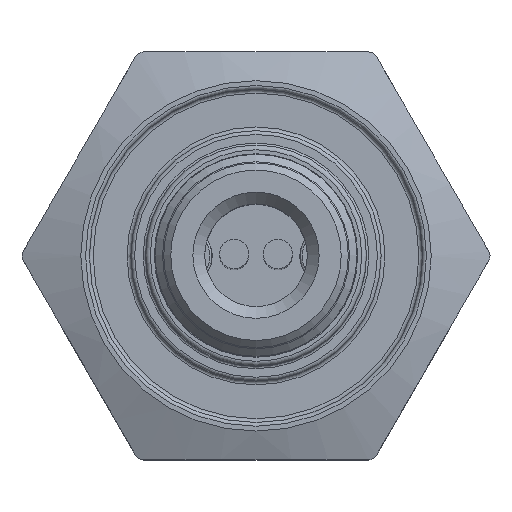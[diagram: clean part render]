
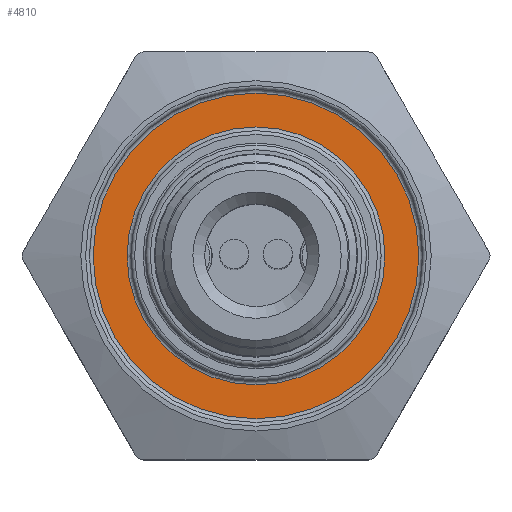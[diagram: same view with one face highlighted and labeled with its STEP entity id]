
A CAD part, top view. The second image highlights one B-rep face of the part: STEP entity #4810.
In plain terms, the highlighted planar face has unit normal (0, 0, 1).
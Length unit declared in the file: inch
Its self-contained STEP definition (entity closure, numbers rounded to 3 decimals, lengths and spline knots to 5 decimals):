
#110=PLANE($,#5214);
#1036=FACE_BOUND($,#1570,.T.);
#1195=FACE_OUTER_BOUND($,#1569,.T.);
#1569=EDGE_LOOP($,(#3528));
#1570=EDGE_LOOP($,(#3529));
#1947=CIRCLE($,#5110,0.34575);
#1950=CIRCLE($,#5114,0.27375);
#2187=VERTEX_POINT($,#6927);
#2190=VERTEX_POINT($,#6934);
#2692=EDGE_CURVE($,#2187,#2187,#1947,.T.);
#2695=EDGE_CURVE($,#2190,#2190,#1950,.T.);
#3528=ORIENTED_EDGE($,*,*,#2692,.T.);
#3529=ORIENTED_EDGE($,*,*,#2695,.T.);
#4810=ADVANCED_FACE($,(#1195,#1036),#110,.T.);
#5110=AXIS2_PLACEMENT_3D($,#6928,#5643,#5644);
#5114=AXIS2_PLACEMENT_3D($,#6935,#5651,#5652);
#5214=AXIS2_PLACEMENT_3D($,#7423,#5871,#5872);
#5643=DIRECTION('center_axis',(0.,0.,1.));
#5644=DIRECTION('ref_axis',(1.,0.,0.));
#5651=DIRECTION('center_axis',(0.,0.,-1.));
#5652=DIRECTION('ref_axis',(1.,0.,0.));
#5871=DIRECTION('center_axis',(0.,0.,1.));
#5872=DIRECTION('ref_axis',(1.,0.,0.));
#6927=CARTESIAN_POINT('',(0.34575,0.,0.635));
#6928=CARTESIAN_POINT('Origin',(0.,0.,0.635));
#6934=CARTESIAN_POINT('',(0.27375,0.,0.635));
#6935=CARTESIAN_POINT('Origin',(0.,0.,0.635));
#7423=CARTESIAN_POINT('Origin',(0.,0.,0.635));
